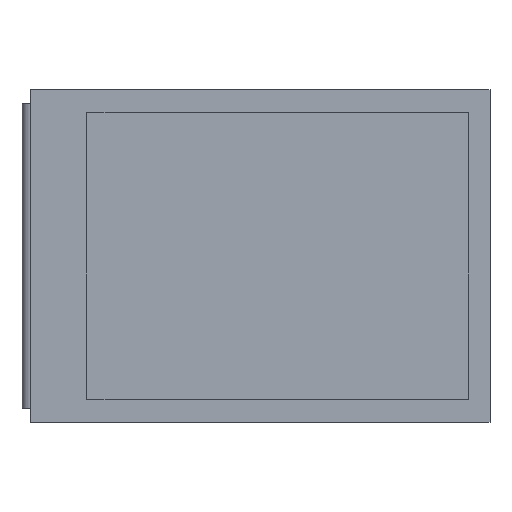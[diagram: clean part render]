
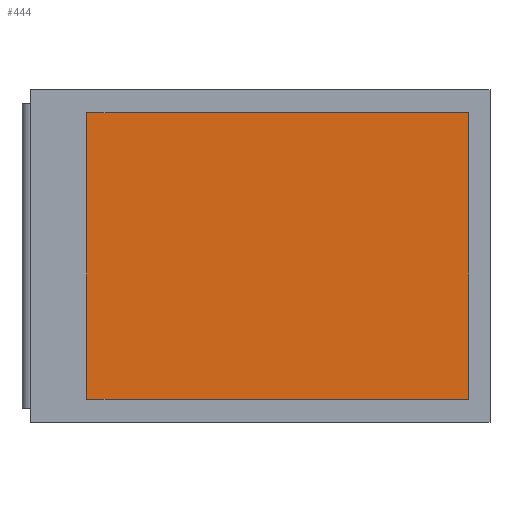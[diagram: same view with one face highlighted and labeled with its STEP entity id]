
A CAD part, top view. The second image highlights one B-rep face of the part: STEP entity #444.
In plain terms, the highlighted planar face has unit normal (0, 0, 1).
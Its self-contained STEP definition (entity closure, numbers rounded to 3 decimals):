
#72 = PLANE('',#73);
#73 = AXIS2_PLACEMENT_3D('',#74,#75,#76);
#74 = CARTESIAN_POINT('',(34.65,25.1,4.));
#75 = DIRECTION('',(-0.,-0.,-1.));
#76 = DIRECTION('',(-1.,0.,0.));
#348 = EDGE_CURVE('',#349,#351,#353,.T.);
#349 = VERTEX_POINT('',#350);
#350 = CARTESIAN_POINT('',(8.5,46.7,4.));
#351 = VERTEX_POINT('',#352);
#352 = CARTESIAN_POINT('',(66.1,46.7,4.));
#353 = SURFACE_CURVE('',#354,(#358,#365),.PCURVE_S1.);
#354 = LINE('',#355,#356);
#355 = CARTESIAN_POINT('',(8.5,46.7,4.));
#356 = VECTOR('',#357,1.);
#357 = DIRECTION('',(1.,0.,0.));
#358 = PCURVE('',#72,#359);
#359 = DEFINITIONAL_REPRESENTATION('',(#360),#364);
#360 = LINE('',#361,#362);
#361 = CARTESIAN_POINT('',(26.15,21.6));
#362 = VECTOR('',#363,1.);
#363 = DIRECTION('',(-1.,0.));
#364 = ( GEOMETRIC_REPRESENTATION_CONTEXT(2) 
PARAMETRIC_REPRESENTATION_CONTEXT() REPRESENTATION_CONTEXT('2D SPACE',''
  ) );
#365 = PCURVE('',#366,#371);
#366 = PLANE('',#367);
#367 = AXIS2_PLACEMENT_3D('',#368,#369,#370);
#368 = CARTESIAN_POINT('',(37.3,25.1,4.));
#369 = DIRECTION('',(-0.,-0.,-1.));
#370 = DIRECTION('',(-1.,0.,0.));
#371 = DEFINITIONAL_REPRESENTATION('',(#372),#376);
#372 = LINE('',#373,#374);
#373 = CARTESIAN_POINT('',(28.8,21.6));
#374 = VECTOR('',#375,1.);
#375 = DIRECTION('',(-1.,0.));
#376 = ( GEOMETRIC_REPRESENTATION_CONTEXT(2) 
PARAMETRIC_REPRESENTATION_CONTEXT() REPRESENTATION_CONTEXT('2D SPACE',''
  ) );
#378 = EDGE_CURVE('',#379,#349,#381,.T.);
#379 = VERTEX_POINT('',#380);
#380 = CARTESIAN_POINT('',(8.5,3.5,4.));
#381 = SURFACE_CURVE('',#382,(#386,#393),.PCURVE_S1.);
#382 = LINE('',#383,#384);
#383 = CARTESIAN_POINT('',(8.5,3.5,4.));
#384 = VECTOR('',#385,1.);
#385 = DIRECTION('',(0.,1.,0.));
#386 = PCURVE('',#72,#387);
#387 = DEFINITIONAL_REPRESENTATION('',(#388),#392);
#388 = LINE('',#389,#390);
#389 = CARTESIAN_POINT('',(26.15,-21.6));
#390 = VECTOR('',#391,1.);
#391 = DIRECTION('',(0.,1.));
#392 = ( GEOMETRIC_REPRESENTATION_CONTEXT(2) 
PARAMETRIC_REPRESENTATION_CONTEXT() REPRESENTATION_CONTEXT('2D SPACE',''
  ) );
#393 = PCURVE('',#366,#394);
#394 = DEFINITIONAL_REPRESENTATION('',(#395),#399);
#395 = LINE('',#396,#397);
#396 = CARTESIAN_POINT('',(28.8,-21.6));
#397 = VECTOR('',#398,1.);
#398 = DIRECTION('',(0.,1.));
#399 = ( GEOMETRIC_REPRESENTATION_CONTEXT(2) 
PARAMETRIC_REPRESENTATION_CONTEXT() REPRESENTATION_CONTEXT('2D SPACE',''
  ) );
#401 = EDGE_CURVE('',#402,#379,#404,.T.);
#402 = VERTEX_POINT('',#403);
#403 = CARTESIAN_POINT('',(66.1,3.5,4.));
#404 = SURFACE_CURVE('',#405,(#409,#416),.PCURVE_S1.);
#405 = LINE('',#406,#407);
#406 = CARTESIAN_POINT('',(66.1,3.5,4.));
#407 = VECTOR('',#408,1.);
#408 = DIRECTION('',(-1.,0.,0.));
#409 = PCURVE('',#72,#410);
#410 = DEFINITIONAL_REPRESENTATION('',(#411),#415);
#411 = LINE('',#412,#413);
#412 = CARTESIAN_POINT('',(-31.45,-21.6));
#413 = VECTOR('',#414,1.);
#414 = DIRECTION('',(1.,0.));
#415 = ( GEOMETRIC_REPRESENTATION_CONTEXT(2) 
PARAMETRIC_REPRESENTATION_CONTEXT() REPRESENTATION_CONTEXT('2D SPACE',''
  ) );
#416 = PCURVE('',#366,#417);
#417 = DEFINITIONAL_REPRESENTATION('',(#418),#422);
#418 = LINE('',#419,#420);
#419 = CARTESIAN_POINT('',(-28.8,-21.6));
#420 = VECTOR('',#421,1.);
#421 = DIRECTION('',(1.,0.));
#422 = ( GEOMETRIC_REPRESENTATION_CONTEXT(2) 
PARAMETRIC_REPRESENTATION_CONTEXT() REPRESENTATION_CONTEXT('2D SPACE',''
  ) );
#424 = EDGE_CURVE('',#351,#402,#425,.T.);
#425 = SURFACE_CURVE('',#426,(#430,#437),.PCURVE_S1.);
#426 = LINE('',#427,#428);
#427 = CARTESIAN_POINT('',(66.1,46.7,4.));
#428 = VECTOR('',#429,1.);
#429 = DIRECTION('',(0.,-1.,0.));
#430 = PCURVE('',#72,#431);
#431 = DEFINITIONAL_REPRESENTATION('',(#432),#436);
#432 = LINE('',#433,#434);
#433 = CARTESIAN_POINT('',(-31.45,21.6));
#434 = VECTOR('',#435,1.);
#435 = DIRECTION('',(0.,-1.));
#436 = ( GEOMETRIC_REPRESENTATION_CONTEXT(2) 
PARAMETRIC_REPRESENTATION_CONTEXT() REPRESENTATION_CONTEXT('2D SPACE',''
  ) );
#437 = PCURVE('',#366,#438);
#438 = DEFINITIONAL_REPRESENTATION('',(#439),#443);
#439 = LINE('',#440,#441);
#440 = CARTESIAN_POINT('',(-28.8,21.6));
#441 = VECTOR('',#442,1.);
#442 = DIRECTION('',(0.,-1.));
#443 = ( GEOMETRIC_REPRESENTATION_CONTEXT(2) 
PARAMETRIC_REPRESENTATION_CONTEXT() REPRESENTATION_CONTEXT('2D SPACE',''
  ) );
#444 = ADVANCED_FACE('',(#445),#366,.F.);
#445 = FACE_BOUND('',#446,.F.);
#446 = EDGE_LOOP('',(#447,#448,#449,#450));
#447 = ORIENTED_EDGE('',*,*,#348,.T.);
#448 = ORIENTED_EDGE('',*,*,#424,.T.);
#449 = ORIENTED_EDGE('',*,*,#401,.T.);
#450 = ORIENTED_EDGE('',*,*,#378,.T.);
